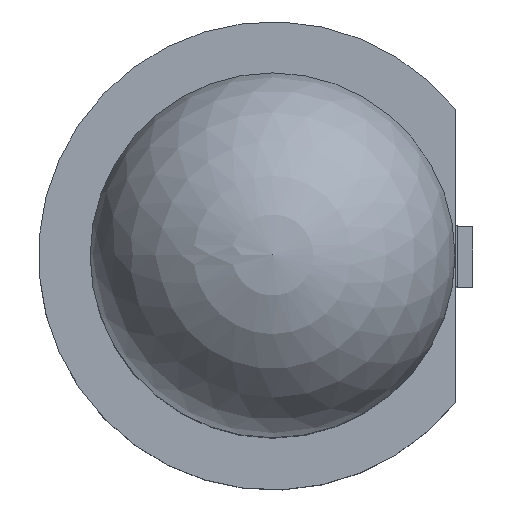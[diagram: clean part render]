
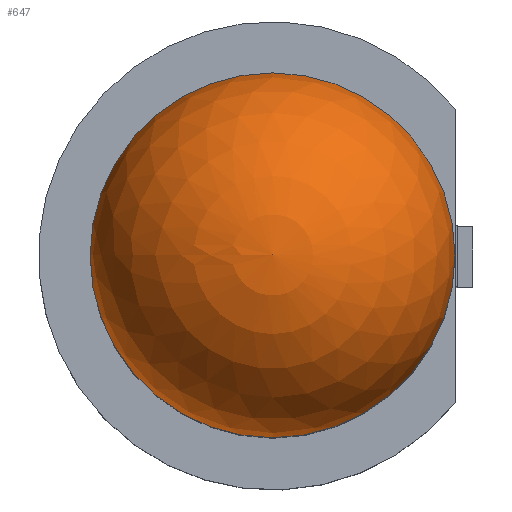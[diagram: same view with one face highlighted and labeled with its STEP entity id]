
A CAD part, top view. The second image highlights one B-rep face of the part: STEP entity #647.
In plain terms, the highlighted spherical face has radius 1.5 mm.
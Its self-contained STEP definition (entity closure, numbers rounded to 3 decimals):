
#17=CIRCLE('',#695,1.5);
#18=CIRCLE('',#696,1.5);
#19=CIRCLE('',#697,1.5);
#23=SPHERICAL_SURFACE('',#694,1.5);
#64=FACE_OUTER_BOUND('',#97,.T.);
#97=EDGE_LOOP('',(#490,#491,#492,#493));
#327=VERTEX_POINT('',#983);
#328=VERTEX_POINT('',#984);
#329=VERTEX_POINT('',#986);
#391=EDGE_CURVE('',#327,#328,#17,.T.);
#392=EDGE_CURVE('',#329,#327,#18,.T.);
#393=EDGE_CURVE('',#328,#327,#19,.T.);
#490=ORIENTED_EDGE('',*,*,#391,.F.);
#491=ORIENTED_EDGE('',*,*,#392,.F.);
#492=ORIENTED_EDGE('',*,*,#392,.T.);
#493=ORIENTED_EDGE('',*,*,#393,.F.);
#647=ADVANCED_FACE('',(#64),#23,.T.);
#694=AXIS2_PLACEMENT_3D('',#982,#789,#790);
#695=AXIS2_PLACEMENT_3D('',#985,#791,#792);
#696=AXIS2_PLACEMENT_3D('',#987,#793,#794);
#697=AXIS2_PLACEMENT_3D('',#988,#795,#796);
#789=DIRECTION('center_axis',(0.,0.,1.));
#790=DIRECTION('ref_axis',(1.,0.,0.));
#791=DIRECTION('center_axis',(0.,0.,-1.));
#792=DIRECTION('ref_axis',(-1.,0.,0.));
#793=DIRECTION('center_axis',(0.,-1.,0.));
#794=DIRECTION('ref_axis',(-1.,0.,0.));
#795=DIRECTION('center_axis',(0.,0.,-1.));
#796=DIRECTION('ref_axis',(-1.,0.,0.));
#982=CARTESIAN_POINT('Origin',(0.,0.,3.8));
#983=CARTESIAN_POINT('',(-1.5,0.,3.8));
#984=CARTESIAN_POINT('',(1.5,0.,3.8));
#985=CARTESIAN_POINT('Origin',(0.,0.,3.8));
#986=CARTESIAN_POINT('',(0.,0.,5.3));
#987=CARTESIAN_POINT('Origin',(0.,0.,3.8));
#988=CARTESIAN_POINT('Origin',(0.,0.,3.8));
